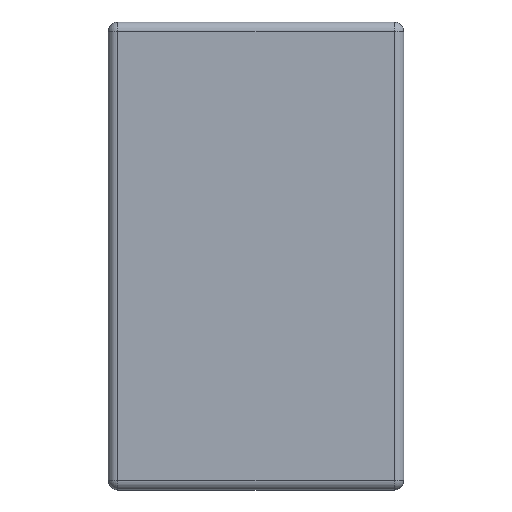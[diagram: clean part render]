
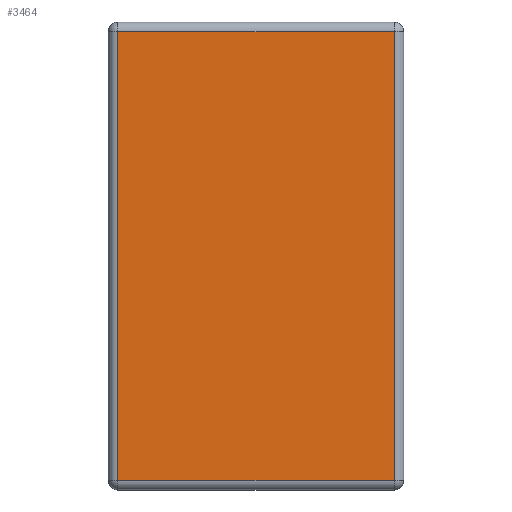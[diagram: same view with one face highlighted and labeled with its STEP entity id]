
A CAD part, left-side view. The second image highlights one B-rep face of the part: STEP entity #3464.
In plain terms, the highlighted planar face has unit normal (-1, 0, 0).
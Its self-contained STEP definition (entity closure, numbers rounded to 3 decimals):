
#185 = CARTESIAN_POINT ( 'NONE',  ( 0., 0.032, 0. ) ) ;
#298 = DIRECTION ( 'NONE',  ( 0., 1., 0. ) ) ;
#336 = FACE_OUTER_BOUND ( 'NONE', #384, .T. ) ;
#384 = EDGE_LOOP ( 'NONE', ( #4271, #509, #3865, #2663 ) ) ;
#462 = EDGE_CURVE ( 'NONE', #3446, #4477, #915, .T. ) ;
#509 = ORIENTED_EDGE ( 'NONE', *, *, #776, .T. ) ;
#524 = LINE ( 'NONE', #185, #680 ) ;
#553 = CARTESIAN_POINT ( 'NONE',  ( 0., 0.948, -1.55 ) ) ;
#566 = VERTEX_POINT ( 'NONE', #1050 ) ;
#680 = VECTOR ( 'NONE', #4114, 1000. ) ;
#730 = PLANE ( 'NONE',  #2942 ) ;
#776 = EDGE_CURVE ( 'NONE', #3348, #566, #524, .T. ) ;
#915 = LINE ( 'NONE', #553, #4371 ) ;
#984 = CARTESIAN_POINT ( 'NONE',  ( 0., 0.98, -0.032 ) ) ;
#1050 = CARTESIAN_POINT ( 'NONE',  ( 0., 0.032, -0.032 ) ) ;
#1326 = CARTESIAN_POINT ( 'NONE',  ( 0., 0., -1.518 ) ) ;
#1496 = DIRECTION ( 'NONE',  ( 0., 0., 1. ) ) ;
#1665 = VECTOR ( 'NONE', #4135, 1000. ) ;
#2164 = EDGE_CURVE ( 'NONE', #4477, #3348, #3492, .T. ) ;
#2238 = DIRECTION ( 'NONE',  ( -1., 0., 0. ) ) ;
#2499 = VECTOR ( 'NONE', #298, 1000. ) ;
#2537 = CARTESIAN_POINT ( 'NONE',  ( 0., 0., 0. ) ) ;
#2663 = ORIENTED_EDGE ( 'NONE', *, *, #462, .T. ) ;
#2823 = CARTESIAN_POINT ( 'NONE',  ( 0., 0.948, -0.032 ) ) ;
#2863 = CARTESIAN_POINT ( 'NONE',  ( 0., 0.948, -1.518 ) ) ;
#2942 = AXIS2_PLACEMENT_3D ( 'NONE', #2537, #2238, #1496 ) ;
#3028 = DIRECTION ( 'NONE',  ( 0., 0., -1. ) ) ;
#3113 = LINE ( 'NONE', #984, #2499 ) ;
#3272 = CARTESIAN_POINT ( 'NONE',  ( 0., 0.032, -1.518 ) ) ;
#3348 = VERTEX_POINT ( 'NONE', #3272 ) ;
#3446 = VERTEX_POINT ( 'NONE', #2823 ) ;
#3464 = ADVANCED_FACE ( 'NONE', ( #336 ), #730, .T. ) ;
#3492 = LINE ( 'NONE', #1326, #1665 ) ;
#3865 = ORIENTED_EDGE ( 'NONE', *, *, #4351, .T. ) ;
#4114 = DIRECTION ( 'NONE',  ( 0., 0., 1. ) ) ;
#4135 = DIRECTION ( 'NONE',  ( 0., -1., 0. ) ) ;
#4271 = ORIENTED_EDGE ( 'NONE', *, *, #2164, .T. ) ;
#4351 = EDGE_CURVE ( 'NONE', #566, #3446, #3113, .T. ) ;
#4371 = VECTOR ( 'NONE', #3028, 1000. ) ;
#4477 = VERTEX_POINT ( 'NONE', #2863 ) ;
